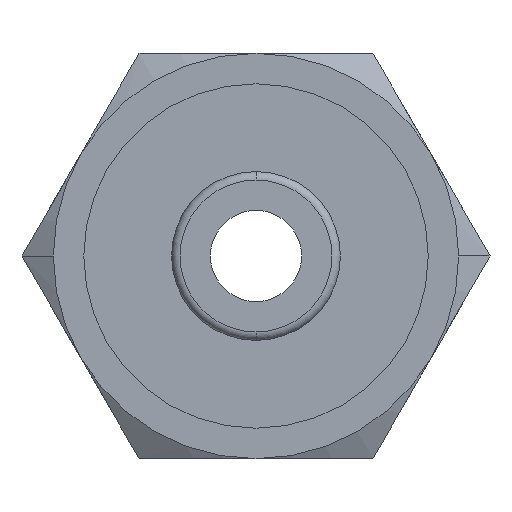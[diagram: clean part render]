
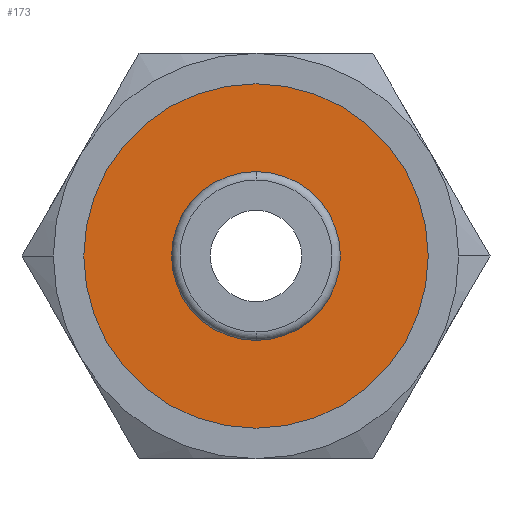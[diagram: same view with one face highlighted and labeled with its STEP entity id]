
A CAD part, front view. The second image highlights one B-rep face of the part: STEP entity #173.
In plain terms, the highlighted planar face has unit normal (0, -1, 0).
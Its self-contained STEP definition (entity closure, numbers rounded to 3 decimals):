
#173=ADVANCED_FACE('',(#353,#354),#355,.T.);
#353=FACE_OUTER_BOUND('',#536,.T.);
#354=FACE_BOUND('',#537,.T.);
#355=PLANE('',#538);
#536=EDGE_LOOP('',(#975,#976));
#537=EDGE_LOOP('',(#977,#978));
#538=AXIS2_PLACEMENT_3D('',#979,#980,#981);
#975=ORIENTED_EDGE('',*,*,#1267,.T.);
#976=ORIENTED_EDGE('',*,*,#1141,.T.);
#977=ORIENTED_EDGE('',*,*,#1115,.F.);
#978=ORIENTED_EDGE('',*,*,#1268,.F.);
#979=CARTESIAN_POINT('',(0.0,10.0,0.0));
#980=DIRECTION('',(0.0,-1.0,0.0));
#981=DIRECTION('',(-1.0,0.0,0.0));
#1115=EDGE_CURVE('',#1351,#1347,#1353,.T.);
#1141=EDGE_CURVE('',#1394,#1391,#1395,.T.);
#1267=EDGE_CURVE('',#1391,#1394,#1570,.T.);
#1268=EDGE_CURVE('',#1347,#1351,#1571,.T.);
#1347=VERTEX_POINT('',#1806);
#1351=VERTEX_POINT('',#1811);
#1353=CIRCLE('',#1814,2.5);
#1391=VERTEX_POINT('',#1860);
#1394=VERTEX_POINT('',#1864);
#1395=CIRCLE('',#1865,5.1);
#1570=CIRCLE('',#2327,5.1);
#1571=CIRCLE('',#2328,2.5);
#1806=CARTESIAN_POINT('',(2.5,10.0,0.));
#1811=CARTESIAN_POINT('',(-2.5,10.0,0.));
#1814=AXIS2_PLACEMENT_3D('',#2412,#2413,#2414);
#1860=CARTESIAN_POINT('',(5.1,10.0,0.0));
#1864=CARTESIAN_POINT('',(-5.1,10.0,0.));
#1865=AXIS2_PLACEMENT_3D('',#2454,#2455,#2456);
#2327=AXIS2_PLACEMENT_3D('',#2594,#2595,#2596);
#2328=AXIS2_PLACEMENT_3D('',#2597,#2598,#2599);
#2412=CARTESIAN_POINT('',(0.0,10.0,0.0));
#2413=DIRECTION('',(0.0,-1.0,0.0));
#2414=DIRECTION('',(1.0,0.0,0.0));
#2454=CARTESIAN_POINT('',(0.0,10.0,0.0));
#2455=DIRECTION('',(0.0,-1.0,0.0));
#2456=DIRECTION('',(1.0,0.0,0.0));
#2594=CARTESIAN_POINT('',(0.0,10.0,0.0));
#2595=DIRECTION('',(0.0,-1.0,0.0));
#2596=DIRECTION('',(1.0,0.0,0.0));
#2597=CARTESIAN_POINT('',(0.0,10.0,0.0));
#2598=DIRECTION('',(0.0,-1.0,0.0));
#2599=DIRECTION('',(1.0,0.0,0.0));
